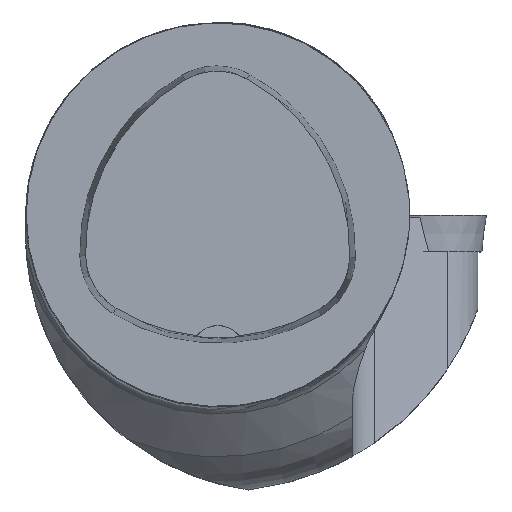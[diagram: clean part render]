
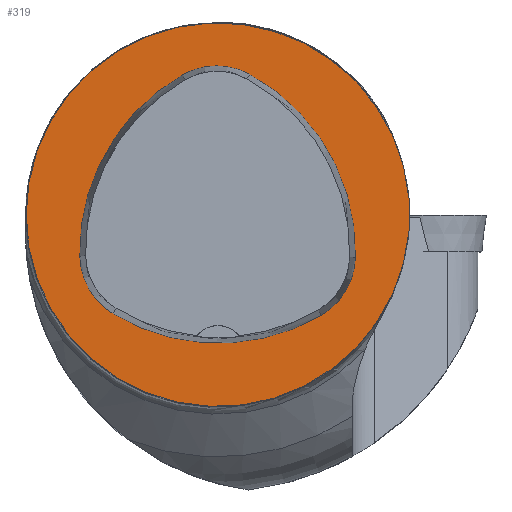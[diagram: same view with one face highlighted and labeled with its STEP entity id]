
A CAD part, top view. The second image highlights one B-rep face of the part: STEP entity #319.
In plain terms, the highlighted planar face has unit normal (0, 0, 1).
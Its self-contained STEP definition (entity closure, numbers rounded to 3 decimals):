
#164=PLANE('',#1711);
#319=ADVANCED_FACE('',(#579,#580),#164,.T.);
#579=FACE_BOUND('',#683,.T.);
#580=FACE_BOUND('',#684,.T.);
#683=EDGE_LOOP('',(#1082,#1083,#1084,#1085,#1086,#1087));
#684=EDGE_LOOP('',(#1088));
#1082=ORIENTED_EDGE('',*,*,#1441,.T.);
#1083=ORIENTED_EDGE('',*,*,#1421,.T.);
#1084=ORIENTED_EDGE('',*,*,#1425,.T.);
#1085=ORIENTED_EDGE('',*,*,#1428,.T.);
#1086=ORIENTED_EDGE('',*,*,#1431,.T.);
#1087=ORIENTED_EDGE('',*,*,#1439,.T.);
#1088=ORIENTED_EDGE('',*,*,#1304,.F.);
#1167=VERTEX_POINT('',#2518);
#1233=VERTEX_POINT('',#2850);
#1234=VERTEX_POINT('',#2851);
#1237=VERTEX_POINT('',#2859);
#1239=VERTEX_POINT('',#2865);
#1241=VERTEX_POINT('',#2871);
#1248=VERTEX_POINT('',#2892);
#1304=EDGE_CURVE('',#1167,#1167,#1465,.T.);
#1421=EDGE_CURVE('',#1233,#1234,#1490,.T.);
#1425=EDGE_CURVE('',#1234,#1237,#1492,.T.);
#1428=EDGE_CURVE('',#1237,#1239,#1494,.T.);
#1431=EDGE_CURVE('',#1239,#1241,#1496,.T.);
#1439=EDGE_CURVE('',#1241,#1248,#1500,.T.);
#1441=EDGE_CURVE('',#1248,#1233,#1502,.T.);
#1465=CIRCLE('',#1591,50.);
#1490=CIRCLE('',#1689,53.);
#1492=CIRCLE('',#1692,18.);
#1494=CIRCLE('',#1695,53.);
#1496=CIRCLE('',#1698,18.);
#1500=CIRCLE('',#1703,53.);
#1502=CIRCLE('',#1706,18.);
#1591=AXIS2_PLACEMENT_3D('',#2517,#1796,#1797);
#1689=AXIS2_PLACEMENT_3D('',#2849,#2054,#2055);
#1692=AXIS2_PLACEMENT_3D('',#2858,#2062,#2063);
#1695=AXIS2_PLACEMENT_3D('',#2864,#2069,#2070);
#1698=AXIS2_PLACEMENT_3D('',#2870,#2076,#2077);
#1703=AXIS2_PLACEMENT_3D('',#2893,#2088,#2089);
#1706=AXIS2_PLACEMENT_3D('',#2896,#2094,#2095);
#1711=AXIS2_PLACEMENT_3D('',#2901,#2104,#2105);
#1796=DIRECTION('',(0.,0.,-1.));
#1797=DIRECTION('',(-1.,0.,0.));
#2054=DIRECTION('',(0.,0.,-1.));
#2055=DIRECTION('',(-1.,0.,0.));
#2062=DIRECTION('',(0.,0.,-1.));
#2063=DIRECTION('',(-1.,0.,0.));
#2069=DIRECTION('',(0.,0.,-1.));
#2070=DIRECTION('',(-1.,0.,0.));
#2076=DIRECTION('',(0.,0.,-1.));
#2077=DIRECTION('',(-1.,0.,0.));
#2088=DIRECTION('',(0.,0.,-1.));
#2089=DIRECTION('',(-1.,0.,0.));
#2094=DIRECTION('',(0.,0.,-1.));
#2095=DIRECTION('',(-1.,0.,0.));
#2104=DIRECTION('',(0.,0.,1.));
#2105=DIRECTION('',(1.,0.,0.));
#2517=CARTESIAN_POINT('',(0.,0.,0.));
#2518=CARTESIAN_POINT('',(-50.,0.,0.));
#2849=CARTESIAN_POINT('',(16.978,-9.621,0.));
#2850=CARTESIAN_POINT('',(-36.009,-10.801,0.));
#2851=CARTESIAN_POINT('',(-9.238,36.441,0.));
#2858=CARTESIAN_POINT('',(-0.334,20.797,0.));
#2859=CARTESIAN_POINT('',(8.312,36.585,0.));
#2864=CARTESIAN_POINT('',(-17.147,-9.9,0.));
#2865=CARTESIAN_POINT('',(35.839,-11.094,0.));
#2870=CARTESIAN_POINT('',(17.844,-10.688,0.));
#2871=CARTESIAN_POINT('',(26.94,-26.221,0.));
#2892=CARTESIAN_POINT('',(-27.358,-25.784,0.));
#2893=CARTESIAN_POINT('',(0.157,19.514,0.));
#2896=CARTESIAN_POINT('',(-18.013,-10.4,0.));
#2901=CARTESIAN_POINT('',(0.,0.,0.));
